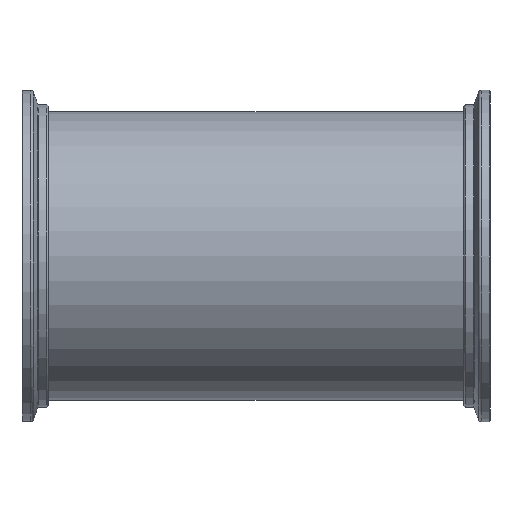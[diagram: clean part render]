
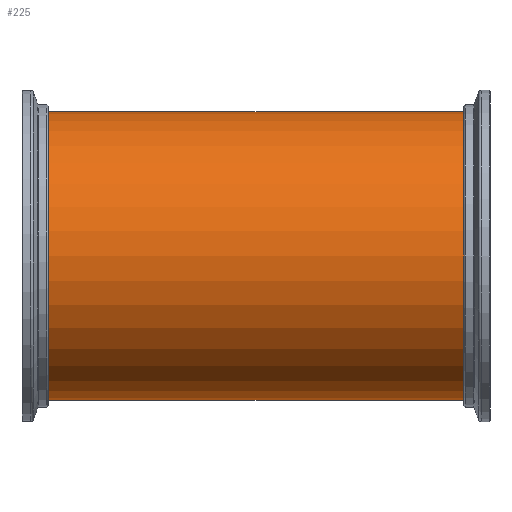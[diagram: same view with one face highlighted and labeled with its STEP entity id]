
A CAD part, front view. The second image highlights one B-rep face of the part: STEP entity #225.
In plain terms, the highlighted cylindrical face has radius 109.55 mm (diameter 219.1 mm), a full revolution.
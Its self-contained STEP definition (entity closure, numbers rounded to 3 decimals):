
#42=CYLINDRICAL_SURFACE('',#273,109.55);
#50=ORIENTED_EDGE('',*,*,#88,.T.);
#51=ORIENTED_EDGE('',*,*,#86,.F.);
#86=EDGE_CURVE('',#105,#105,#124,.T.);
#88=EDGE_CURVE('',#107,#107,#126,.T.);
#105=VERTEX_POINT('',#398);
#107=VERTEX_POINT('',#403);
#124=CIRCLE('',#271,109.55);
#126=CIRCLE('',#274,109.55);
#145=EDGE_LOOP('',(#50));
#146=EDGE_LOOP('',(#51));
#183=FACE_BOUND('',#145,.T.);
#184=FACE_BOUND('',#146,.T.);
#225=ADVANCED_FACE('',(#183,#184),#42,.T.);
#271=AXIS2_PLACEMENT_3D('',#397,#315,#316);
#273=AXIS2_PLACEMENT_3D('',#401,#319,#320);
#274=AXIS2_PLACEMENT_3D('',#402,#321,#322);
#315=DIRECTION('',(-1.,0.,0.));
#316=DIRECTION('',(0.,0.,1.));
#319=DIRECTION('',(-1.,0.,0.));
#320=DIRECTION('',(0.,0.,1.));
#321=DIRECTION('',(-1.,0.,0.));
#322=DIRECTION('',(0.,0.,1.));
#397=CARTESIAN_POINT('',(-163.,0.,0.));
#398=CARTESIAN_POINT('',(-163.,0.,109.55));
#401=CARTESIAN_POINT('',(0.,0.,0.));
#402=CARTESIAN_POINT('',(163.,0.,0.));
#403=CARTESIAN_POINT('',(163.,0.,109.55));
